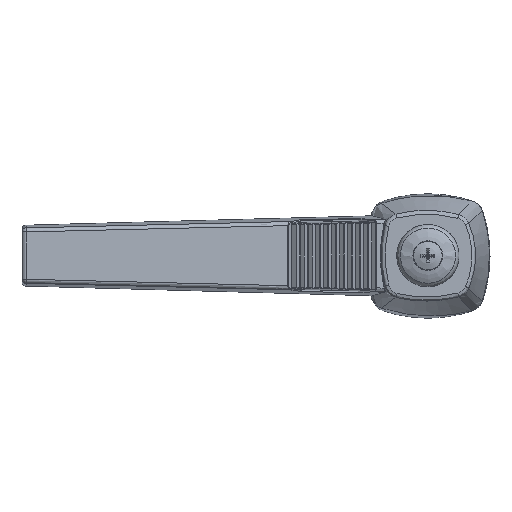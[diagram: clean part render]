
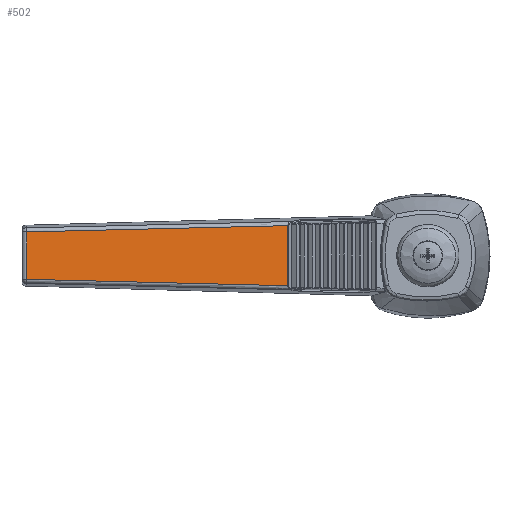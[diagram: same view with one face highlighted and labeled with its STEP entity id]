
A CAD part, top view. The second image highlights one B-rep face of the part: STEP entity #502.
In plain terms, the highlighted planar face has unit normal (0.167, 0, 0.986).
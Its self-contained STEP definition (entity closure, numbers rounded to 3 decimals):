
#502 = ADVANCED_FACE( '', ( #1253 ), #1254, .T. );
#1253 = FACE_OUTER_BOUND( '', #3818, .T. );
#1254 = PLANE( '', #3819 );
#3818 = EDGE_LOOP( '', ( #10123, #10124, #10125, #10126 ) );
#3819 = AXIS2_PLACEMENT_3D( '', #10127, #10128, #10129 );
#10123 = ORIENTED_EDGE( '', *, *, #12225, .T. );
#10124 = ORIENTED_EDGE( '', *, *, #12070, .T. );
#10125 = ORIENTED_EDGE( '', *, *, #11860, .T. );
#10126 = ORIENTED_EDGE( '', *, *, #12226, .T. );
#10127 = CARTESIAN_POINT( '', ( -7.346, 9., 38.229 ) );
#10128 = DIRECTION( '', ( 0.167, 0., 0.986 ) );
#10129 = DIRECTION( '', ( 0.986, 0., -0.167 ) );
#11860 = EDGE_CURVE( '', #12918, #12919, #12920, .T. );
#12070 = EDGE_CURVE( '', #13269, #12918, #13275, .T. );
#12225 = EDGE_CURVE( '', #13514, #13269, #13515, .T. );
#12226 = EDGE_CURVE( '', #12919, #13514, #13516, .F. );
#12918 = VERTEX_POINT( '', #14402 );
#12919 = VERTEX_POINT( '', #14403 );
#12920 = B_SPLINE_CURVE_WITH_KNOTS( '', 3, ( #14404, #14405, #14406, #14407, #14408, #14409, #14410, #14411 ), .UNSPECIFIED., .F., .F., ( 4, 2, 2, 4 ), ( 0., 0.033, 0.049, 0.066 ), .UNSPECIFIED. );
#13269 = VERTEX_POINT( '', #15473 );
#13275 = LINE( '', #15480, #15481 );
#13514 = VERTEX_POINT( '', #16172 );
#13515 = B_SPLINE_CURVE_WITH_KNOTS( '', 3, ( #16173, #16174, #16175, #16176, #16177, #16178, #16179, #16180 ), .UNSPECIFIED., .F., .F., ( 4, 2, 2, 4 ), ( 0., 0.016, 0.033, 0.066 ), .UNSPECIFIED. );
#13516 = LINE( '', #16181, #16182 );
#14402 = CARTESIAN_POINT( '', ( -34.597, 7.427, 42.85 ) );
#14403 = CARTESIAN_POINT( '', ( -99.183, 5.857, 53.802 ) );
#14404 = CARTESIAN_POINT( '', ( -34.597, 7.427, 42.85 ) );
#14405 = CARTESIAN_POINT( '', ( -45.361, 7.163, 44.675 ) );
#14406 = CARTESIAN_POINT( '', ( -56.125, 6.901, 46.501 ) );
#14407 = CARTESIAN_POINT( '', ( -72.272, 6.508, 49.239 ) );
#14408 = CARTESIAN_POINT( '', ( -77.654, 6.377, 50.151 ) );
#14409 = CARTESIAN_POINT( '', ( -88.418, 6.116, 51.977 ) );
#14410 = CARTESIAN_POINT( '', ( -93.801, 5.986, 52.889 ) );
#14411 = CARTESIAN_POINT( '', ( -99.183, 5.857, 53.802 ) );
#15473 = CARTESIAN_POINT( '', ( -34.597, -7.427, 42.85 ) );
#15480 = CARTESIAN_POINT( '', ( -34.597, 9., 42.85 ) );
#15481 = VECTOR( '', #18677, 1000. );
#16172 = CARTESIAN_POINT( '', ( -99.183, -5.857, 53.802 ) );
#16173 = CARTESIAN_POINT( '', ( -99.183, -5.857, 53.802 ) );
#16174 = CARTESIAN_POINT( '', ( -93.801, -5.986, 52.889 ) );
#16175 = CARTESIAN_POINT( '', ( -88.418, -6.116, 51.977 ) );
#16176 = CARTESIAN_POINT( '', ( -77.654, -6.377, 50.151 ) );
#16177 = CARTESIAN_POINT( '', ( -72.272, -6.508, 49.239 ) );
#16178 = CARTESIAN_POINT( '', ( -56.125, -6.901, 46.501 ) );
#16179 = CARTESIAN_POINT( '', ( -45.361, -7.163, 44.675 ) );
#16180 = CARTESIAN_POINT( '', ( -34.597, -7.427, 42.85 ) );
#16181 = CARTESIAN_POINT( '', ( -99.183, -6.7, 53.802 ) );
#16182 = VECTOR( '', #18900, 1000. );
#18677 = DIRECTION( '', ( 0., 1., 0. ) );
#18900 = DIRECTION( '', ( 0., 1., 0. ) );
